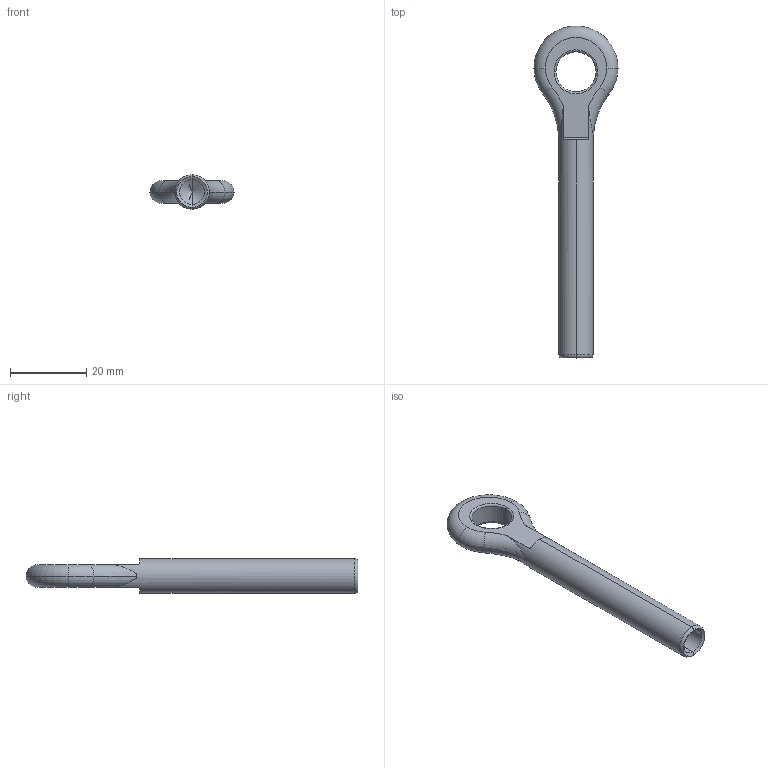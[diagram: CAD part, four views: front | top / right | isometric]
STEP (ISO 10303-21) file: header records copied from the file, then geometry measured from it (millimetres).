
FILE_DESCRIPTION (( 'STEP AP203' ), '1' );
FILE_NAME ('A14_7333-006.STEP', '2024-04-23T08:05:05', ( '' ), ( '' ), 'SwSTEP 2.0', 'SolidWorks 2019', '' );
FILE_SCHEMA (( 'CONFIG_CONTROL_DESIGN' ));
Length unit declared in the file: millimetre
Products named in the file (1): A14_7333-006
Bounding box: 22 x 86.87 x 9 mm (x, y, z)
Volume: 3902.6 mm3; surface area: 3946.5 mm2
Topology: 1 solids, 1 shells, 34 faces, 83 edges, 49 vertices
Faces by surface type: torus 16, cylinder 8, plane 6, cone 4
Entity records: 1137 total; most frequent: CARTESIAN_POINT 249, DIRECTION 190, ORIENTED_EDGE 162, AXIS2_PLACEMENT_3D 86, EDGE_CURVE 81, CIRCLE 51, VERTEX_POINT 49, EDGE_LOOP 36
